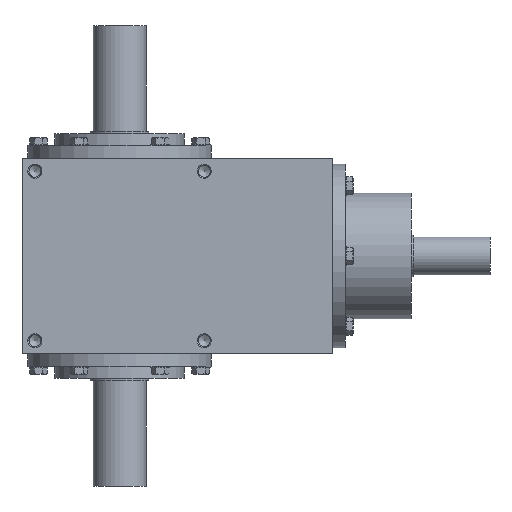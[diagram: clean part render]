
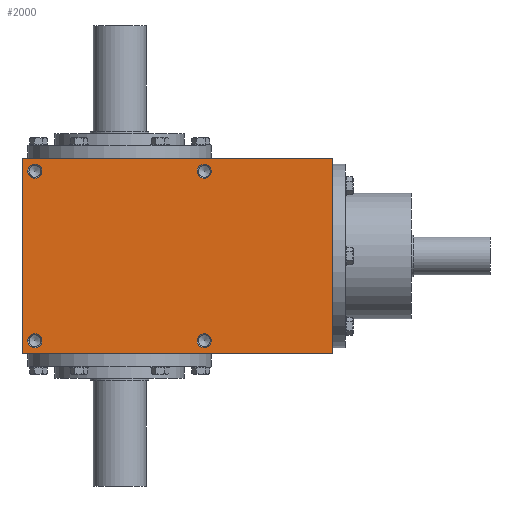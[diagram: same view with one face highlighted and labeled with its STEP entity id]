
A CAD part, front view. The second image highlights one B-rep face of the part: STEP entity #2000.
In plain terms, the highlighted planar face has unit normal (0, -1, 0).
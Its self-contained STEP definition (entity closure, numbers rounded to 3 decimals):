
#272=PLANE('',#2320);
#313=LINE('',#3590,#353);
#316=LINE('',#3604,#356);
#317=LINE('',#3606,#357);
#318=LINE('',#3608,#358);
#353=VECTOR('',#2873,1000.);
#356=VECTOR('',#2886,1000.);
#357=VECTOR('',#2887,1000.);
#358=VECTOR('',#2888,1000.);
#621=ORIENTED_EDGE('',*,*,#979,.T.);
#622=ORIENTED_EDGE('',*,*,#980,.F.);
#623=ORIENTED_EDGE('',*,*,#981,.T.);
#624=ORIENTED_EDGE('',*,*,#982,.F.);
#625=ORIENTED_EDGE('',*,*,#983,.T.);
#626=ORIENTED_EDGE('',*,*,#984,.F.);
#627=ORIENTED_EDGE('',*,*,#985,.T.);
#628=ORIENTED_EDGE('',*,*,#976,.T.);
#976=EDGE_CURVE('',#1165,#1164,#313,.T.);
#979=EDGE_CURVE('',#1167,#1167,#1293,.T.);
#980=EDGE_CURVE('',#1168,#1168,#1294,.T.);
#981=EDGE_CURVE('',#1169,#1169,#1295,.T.);
#982=EDGE_CURVE('',#1170,#1170,#1296,.T.);
#983=EDGE_CURVE('',#1164,#1171,#316,.T.);
#984=EDGE_CURVE('',#1172,#1171,#317,.T.);
#985=EDGE_CURVE('',#1172,#1165,#318,.T.);
#1164=VERTEX_POINT('',#3589);
#1165=VERTEX_POINT('',#3591);
#1167=VERTEX_POINT('',#3597);
#1168=VERTEX_POINT('',#3599);
#1169=VERTEX_POINT('',#3601);
#1170=VERTEX_POINT('',#3603);
#1171=VERTEX_POINT('',#3605);
#1172=VERTEX_POINT('',#3607);
#1293=CIRCLE('',#2321,6.);
#1294=CIRCLE('',#2322,6.);
#1295=CIRCLE('',#2323,6.);
#1296=CIRCLE('',#2324,6.);
#1448=EDGE_LOOP('',(#621));
#1449=EDGE_LOOP('',(#622));
#1450=EDGE_LOOP('',(#623));
#1451=EDGE_LOOP('',(#624));
#1452=EDGE_LOOP('',(#625,#626,#627,#628));
#1706=FACE_BOUND('',#1448,.T.);
#1707=FACE_BOUND('',#1449,.T.);
#1708=FACE_BOUND('',#1450,.T.);
#1709=FACE_BOUND('',#1451,.T.);
#1710=FACE_BOUND('',#1452,.T.);
#2000=ADVANCED_FACE('',(#1706,#1707,#1708,#1709,#1710),#272,.F.);
#2320=AXIS2_PLACEMENT_3D('',#3595,#2876,#2877);
#2321=AXIS2_PLACEMENT_3D('',#3596,#2878,#2879);
#2322=AXIS2_PLACEMENT_3D('',#3598,#2880,#2881);
#2323=AXIS2_PLACEMENT_3D('',#3600,#2882,#2883);
#2324=AXIS2_PLACEMENT_3D('',#3602,#2884,#2885);
#2873=DIRECTION('',(0.,0.,-1.));
#2876=DIRECTION('',(0.,1.,0.));
#2877=DIRECTION('',(0.,0.,1.));
#2878=DIRECTION('',(0.,1.,0.));
#2879=DIRECTION('',(0.,0.,1.));
#2880=DIRECTION('',(0.,-1.,0.));
#2881=DIRECTION('',(0.,0.,-1.));
#2882=DIRECTION('',(0.,1.,0.));
#2883=DIRECTION('',(0.,0.,1.));
#2884=DIRECTION('',(0.,-1.,0.));
#2885=DIRECTION('',(0.,0.,-1.));
#2886=DIRECTION('',(1.,0.,0.));
#2887=DIRECTION('',(0.,0.,-1.));
#2888=DIRECTION('',(-1.,0.,0.));
#3589=CARTESIAN_POINT('',(-83.,-83.,-83.));
#3590=CARTESIAN_POINT('',(-83.,-83.,83.));
#3591=CARTESIAN_POINT('',(-83.,-83.,181.));
#3595=CARTESIAN_POINT('',(-83.,-83.,83.));
#3596=CARTESIAN_POINT('',(-72.,-83.,-72.));
#3597=CARTESIAN_POINT('',(-72.,-83.,-66.));
#3598=CARTESIAN_POINT('',(72.,-83.,-72.));
#3599=CARTESIAN_POINT('',(72.,-83.,-78.));
#3600=CARTESIAN_POINT('',(-72.,-83.,72.));
#3601=CARTESIAN_POINT('',(-72.,-83.,78.));
#3602=CARTESIAN_POINT('',(72.,-83.,72.));
#3603=CARTESIAN_POINT('',(72.,-83.,66.));
#3604=CARTESIAN_POINT('',(-83.,-83.,-83.));
#3605=CARTESIAN_POINT('',(83.,-83.,-83.));
#3606=CARTESIAN_POINT('',(83.,-83.,83.));
#3607=CARTESIAN_POINT('',(83.,-83.,181.));
#3608=CARTESIAN_POINT('',(83.,-83.,181.));
